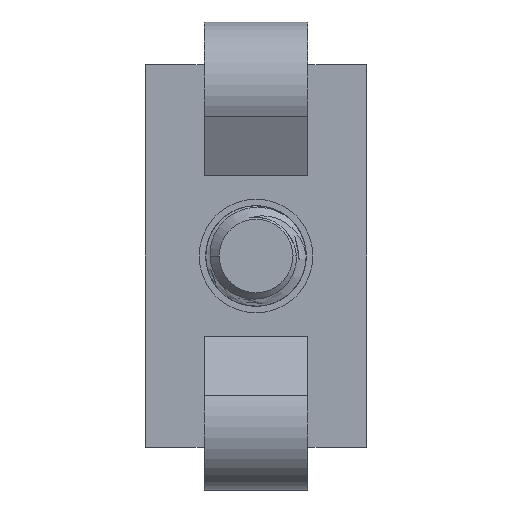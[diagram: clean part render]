
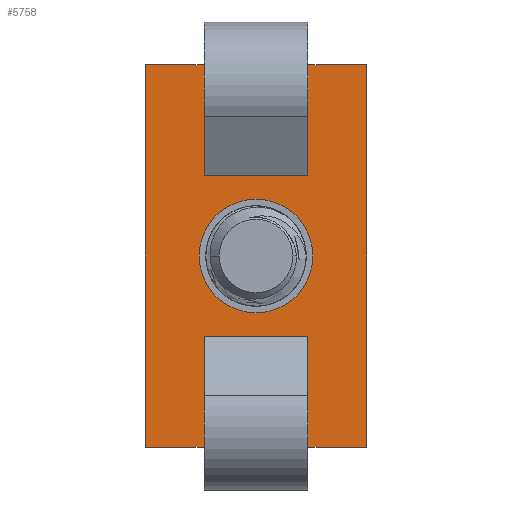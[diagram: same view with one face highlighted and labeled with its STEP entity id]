
A CAD part, front view. The second image highlights one B-rep face of the part: STEP entity #5758.
In plain terms, the highlighted planar face has unit normal (0, -1, 0).
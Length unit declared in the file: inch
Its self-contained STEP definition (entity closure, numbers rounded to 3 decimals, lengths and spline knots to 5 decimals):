
#104 = ORIENTED_EDGE ( 'NONE', *, *, #1076, .T. ) ;
#174 = VECTOR ( 'NONE', #4493, 39.37008 ) ;
#190 = CIRCLE ( 'NONE', #4286, 0.17717 ) ;
#217 = DIRECTION ( 'NONE',  ( 0., 0., 1. ) ) ;
#230 = ORIENTED_EDGE ( 'NONE', *, *, #5377, .F. ) ;
#272 = ORIENTED_EDGE ( 'NONE', *, *, #3489, .F. ) ;
#325 = CARTESIAN_POINT ( 'NONE',  ( 0.16193, 0.09607, -0.59718 ) ) ;
#342 = DIRECTION ( 'NONE',  ( 0., 0., -1. ) ) ;
#354 = VERTEX_POINT ( 'NONE', #1245 ) ;
#420 = ORIENTED_EDGE ( 'NONE', *, *, #2723, .F. ) ;
#489 = CARTESIAN_POINT ( 'NONE',  ( 0.345, 0.09607, 0.6049 ) ) ;
#532 = ORIENTED_EDGE ( 'NONE', *, *, #794, .T. ) ;
#588 = ORIENTED_EDGE ( 'NONE', *, *, #694, .T. ) ;
#590 = VECTOR ( 'NONE', #2181, 39.37008 ) ;
#599 = VERTEX_POINT ( 'NONE', #4239 ) ;
#691 = CARTESIAN_POINT ( 'NONE',  ( 0., 0.09607, 0. ) ) ;
#694 = EDGE_CURVE ( 'NONE', #599, #939, #1742, .T. ) ;
#777 = DIRECTION ( 'NONE',  ( -1., 0., 0. ) ) ;
#794 = EDGE_CURVE ( 'NONE', #1265, #4820, #4963, .T. ) ;
#890 = CARTESIAN_POINT ( 'NONE',  ( 0.16193, 0.09607, 0.59718 ) ) ;
#939 = VERTEX_POINT ( 'NONE', #4628 ) ;
#1030 = VECTOR ( 'NONE', #4436, 39.37008 ) ;
#1076 = EDGE_CURVE ( 'NONE', #2208, #4547, #1733, .T. ) ;
#1170 = EDGE_CURVE ( 'NONE', #354, #1265, #4299, .T. ) ;
#1245 = CARTESIAN_POINT ( 'NONE',  ( 0.16193, 0.09607, -0.6049 ) ) ;
#1265 = VERTEX_POINT ( 'NONE', #325 ) ;
#1387 = VERTEX_POINT ( 'NONE', #6394 ) ;
#1405 = CARTESIAN_POINT ( 'NONE',  ( 0.345, 0.09607, 0.61008 ) ) ;
#1517 = CARTESIAN_POINT ( 'NONE',  ( 0.345, 0.09607, -0.59718 ) ) ;
#1571 = VERTEX_POINT ( 'NONE', #4657 ) ;
#1633 = VECTOR ( 'NONE', #3672, 39.37008 ) ;
#1696 = CARTESIAN_POINT ( 'NONE',  ( -0.345, 0.09607, 0.59718 ) ) ;
#1707 = CARTESIAN_POINT ( 'NONE',  ( -0.16193, 0.09607, 0. ) ) ;
#1733 = LINE ( 'NONE', #3212, #1633 ) ;
#1742 = LINE ( 'NONE', #1707, #590 ) ;
#1789 = CARTESIAN_POINT ( 'NONE',  ( -0.16193, 0.09607, 0.59718 ) ) ;
#1842 = CARTESIAN_POINT ( 'NONE',  ( 0.16193, 0.09607, -0.59718 ) ) ;
#1906 = CARTESIAN_POINT ( 'NONE',  ( -0.16193, 0.09607, -0.59718 ) ) ;
#1936 = CARTESIAN_POINT ( 'NONE',  ( 0.345, 0.09607, -0.6049 ) ) ;
#1937 = VECTOR ( 'NONE', #342, 39.37008 ) ;
#2020 = EDGE_LOOP ( 'NONE', ( #2547, #3557 ) ) ;
#2026 = EDGE_CURVE ( 'NONE', #5012, #4547, #2564, .T. ) ;
#2181 = DIRECTION ( 'NONE',  ( 0., 0., -1. ) ) ;
#2208 = VERTEX_POINT ( 'NONE', #1696 ) ;
#2248 = DIRECTION ( 'NONE',  ( 0., 0., 1. ) ) ;
#2284 = LINE ( 'NONE', #2793, #3447 ) ;
#2291 = CARTESIAN_POINT ( 'NONE',  ( 0., 0.09607, -0.17717 ) ) ;
#2295 = LINE ( 'NONE', #1789, #4655 ) ;
#2312 = DIRECTION ( 'NONE',  ( 0., 0., -1. ) ) ;
#2469 = EDGE_LOOP ( 'NONE', ( #5143, #104, #3479, #5644, #420, #3329, #532, #230, #5459, #272, #2480, #588 ) ) ;
#2480 = ORIENTED_EDGE ( 'NONE', *, *, #3985, .T. ) ;
#2541 = LINE ( 'NONE', #5664, #5071 ) ;
#2547 = ORIENTED_EDGE ( 'NONE', *, *, #3682, .T. ) ;
#2564 = LINE ( 'NONE', #1906, #1030 ) ;
#2723 = EDGE_CURVE ( 'NONE', #354, #3010, #6424, .T. ) ;
#2793 = CARTESIAN_POINT ( 'NONE',  ( 0.16193, 0.09607, 0. ) ) ;
#2979 = AXIS2_PLACEMENT_3D ( 'NONE', #6214, #6341, #4314 ) ;
#3010 = VERTEX_POINT ( 'NONE', #6250 ) ;
#3049 = VERTEX_POINT ( 'NONE', #2291 ) ;
#3212 = CARTESIAN_POINT ( 'NONE',  ( -0.345, 0.09607, 0.61008 ) ) ;
#3217 = VECTOR ( 'NONE', #5966, 39.37008 ) ;
#3304 = LINE ( 'NONE', #1405, #1937 ) ;
#3329 = ORIENTED_EDGE ( 'NONE', *, *, #1170, .T. ) ;
#3447 = VECTOR ( 'NONE', #2312, 39.37008 ) ;
#3456 = DIRECTION ( 'NONE',  ( 1., 0., 0. ) ) ;
#3479 = ORIENTED_EDGE ( 'NONE', *, *, #2026, .F. ) ;
#3489 = EDGE_CURVE ( 'NONE', #1571, #5969, #2284, .T. ) ;
#3508 = LINE ( 'NONE', #489, #3217 ) ;
#3557 = ORIENTED_EDGE ( 'NONE', *, *, #4387, .T. ) ;
#3672 = DIRECTION ( 'NONE',  ( 0., 0., -1. ) ) ;
#3682 = EDGE_CURVE ( 'NONE', #6156, #3049, #190, .T. ) ;
#3764 = CARTESIAN_POINT ( 'NONE',  ( 0., 0.09607, 0.17717 ) ) ;
#3776 = FACE_OUTER_BOUND ( 'NONE', #2469, .T. ) ;
#3830 = DIRECTION ( 'NONE',  ( 0., 0., 1. ) ) ;
#3845 = PLANE ( 'NONE',  #5061 ) ;
#3985 = EDGE_CURVE ( 'NONE', #1571, #599, #3508, .T. ) ;
#4116 = VECTOR ( 'NONE', #3830, 39.37008 ) ;
#4166 = CARTESIAN_POINT ( 'NONE',  ( 0.16193, 0.09607, 0. ) ) ;
#4239 = CARTESIAN_POINT ( 'NONE',  ( -0.16193, 0.09607, 0.6049 ) ) ;
#4286 = AXIS2_PLACEMENT_3D ( 'NONE', #691, #4703, #5687 ) ;
#4299 = LINE ( 'NONE', #4166, #5414 ) ;
#4314 = DIRECTION ( 'NONE',  ( 0., 0., 1. ) ) ;
#4325 = LINE ( 'NONE', #5800, #4116 ) ;
#4341 = DIRECTION ( 'NONE',  ( 0., 1., 0. ) ) ;
#4387 = EDGE_CURVE ( 'NONE', #3049, #6156, #6501, .T. ) ;
#4436 = DIRECTION ( 'NONE',  ( -1., 0., 0. ) ) ;
#4493 = DIRECTION ( 'NONE',  ( -1., 0., 0. ) ) ;
#4542 = DIRECTION ( 'NONE',  ( 1., 0., 0. ) ) ;
#4547 = VERTEX_POINT ( 'NONE', #5363 ) ;
#4569 = VECTOR ( 'NONE', #3456, 39.37008 ) ;
#4628 = CARTESIAN_POINT ( 'NONE',  ( -0.16193, 0.09607, 0.59718 ) ) ;
#4655 = VECTOR ( 'NONE', #777, 39.37008 ) ;
#4657 = CARTESIAN_POINT ( 'NONE',  ( 0.16193, 0.09607, 0.6049 ) ) ;
#4703 = DIRECTION ( 'NONE',  ( 0., 1., 0. ) ) ;
#4769 = EDGE_CURVE ( 'NONE', #5969, #1387, #2541, .T. ) ;
#4820 = VERTEX_POINT ( 'NONE', #1517 ) ;
#4963 = LINE ( 'NONE', #1842, #4569 ) ;
#5012 = VERTEX_POINT ( 'NONE', #5727 ) ;
#5061 = AXIS2_PLACEMENT_3D ( 'NONE', #6268, #4341, #2248 ) ;
#5071 = VECTOR ( 'NONE', #4542, 39.37008 ) ;
#5143 = ORIENTED_EDGE ( 'NONE', *, *, #5271, .T. ) ;
#5271 = EDGE_CURVE ( 'NONE', #939, #2208, #2295, .T. ) ;
#5363 = CARTESIAN_POINT ( 'NONE',  ( -0.345, 0.09607, -0.59718 ) ) ;
#5377 = EDGE_CURVE ( 'NONE', #1387, #4820, #3304, .T. ) ;
#5414 = VECTOR ( 'NONE', #217, 39.37008 ) ;
#5459 = ORIENTED_EDGE ( 'NONE', *, *, #4769, .F. ) ;
#5644 = ORIENTED_EDGE ( 'NONE', *, *, #6288, .F. ) ;
#5664 = CARTESIAN_POINT ( 'NONE',  ( 0.16193, 0.09607, 0.59718 ) ) ;
#5687 = DIRECTION ( 'NONE',  ( 0., 0., 1. ) ) ;
#5727 = CARTESIAN_POINT ( 'NONE',  ( -0.16193, 0.09607, -0.59718 ) ) ;
#5758 = ADVANCED_FACE ( 'NONE', ( #6241, #3776 ), #3845, .F. ) ;
#5800 = CARTESIAN_POINT ( 'NONE',  ( -0.16193, 0.09607, 0. ) ) ;
#5966 = DIRECTION ( 'NONE',  ( -1., 0., 0. ) ) ;
#5969 = VERTEX_POINT ( 'NONE', #890 ) ;
#6156 = VERTEX_POINT ( 'NONE', #3764 ) ;
#6214 = CARTESIAN_POINT ( 'NONE',  ( 0., 0.09607, 0. ) ) ;
#6241 = FACE_BOUND ( 'NONE', #2020, .T. ) ;
#6250 = CARTESIAN_POINT ( 'NONE',  ( -0.16193, 0.09607, -0.6049 ) ) ;
#6268 = CARTESIAN_POINT ( 'NONE',  ( 0.345, 0.09607, 0.61008 ) ) ;
#6288 = EDGE_CURVE ( 'NONE', #3010, #5012, #4325, .T. ) ;
#6341 = DIRECTION ( 'NONE',  ( 0., 1., 0. ) ) ;
#6394 = CARTESIAN_POINT ( 'NONE',  ( 0.345, 0.09607, 0.59718 ) ) ;
#6424 = LINE ( 'NONE', #1936, #174 ) ;
#6501 = CIRCLE ( 'NONE', #2979, 0.17717 ) ;
